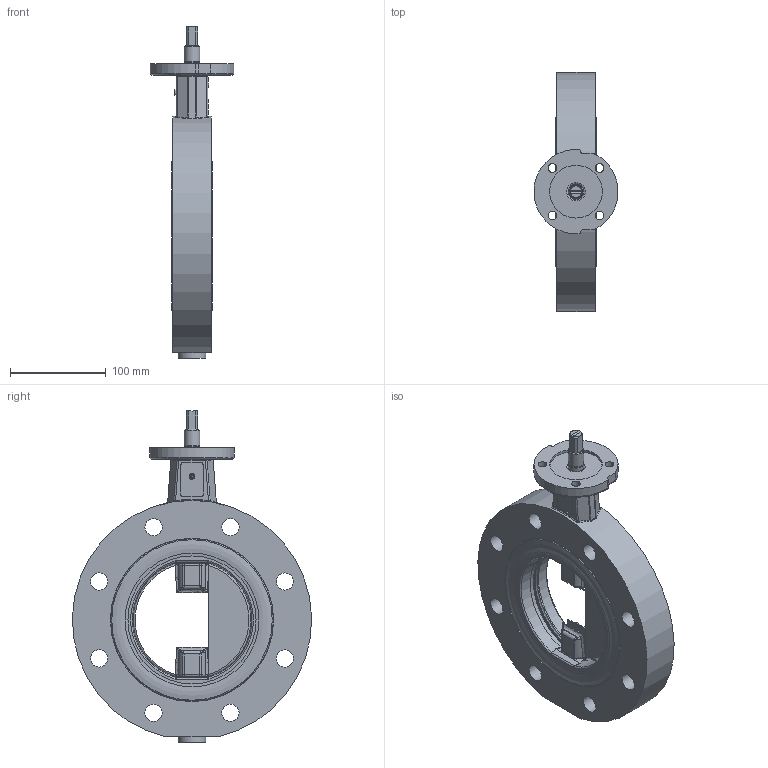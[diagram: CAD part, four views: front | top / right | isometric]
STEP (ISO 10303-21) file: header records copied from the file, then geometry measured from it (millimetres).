
FILE_DESCRIPTION((''),'2;1');
FILE_NAME('Z014-WN-DN125-PN10.stp','2009-01-15T08:10:45',('hellwig'),(''),'Autodesk Inventor 2008','Autodesk Inventor 2008','');
FILE_SCHEMA(('AUTOMOTIVE_DESIGN { 1 0 10303 214 1 1 1 1 }'));
Length unit declared in the file: millimetre
Products named in the file (1): Bauteil1
Bounding box: 87.68 x 249.93 x 346.85 mm (x, y, z)
Volume: 1584273.8 mm3; surface area: 225566.8 mm2
Topology: 2 solids, 9 shells, 715 faces, 1771 edges, 1105 vertices
Faces by surface type: plane 282, bspline 200, cylinder 152, torus 46, cone 31, sphere 4
Full cylindrical faces by diameter (mm): 4 x1, 4.917 x1, 6 x1, 12.3 x1, 12.8 x3, 13 x1, 15.2 x1, 15.5 x1, 16 x7, 16.2 x3, 16.35 x3, 18 x8, 20.95 x3, 21 x2, 22.4 x2, 23 x2, 24 x1, 29 x1, 55.1 x1, 160 x2, 160.3 x2, 169.2 x2, 170.5 x2
Entity records: 28041 total; most frequent: CARTESIAN_POINT 12245, ORIENTED_EDGE 3232, DIRECTION 2621, EDGE_CURVE 1616, VERTEX_POINT 1075, AXIS2_PLACEMENT_3D 961, EDGE_LOOP 907, FACE_OUTER_BOUND 715
